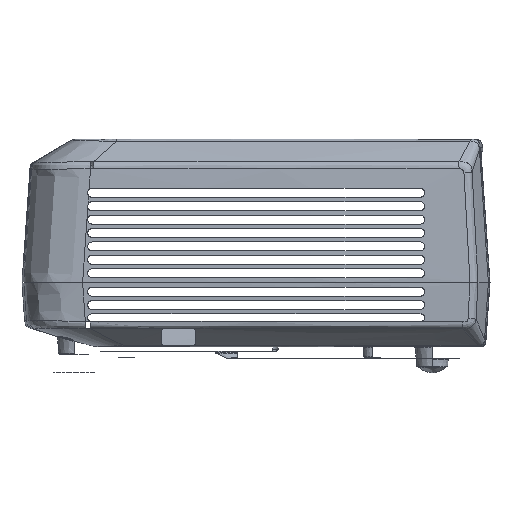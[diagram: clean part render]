
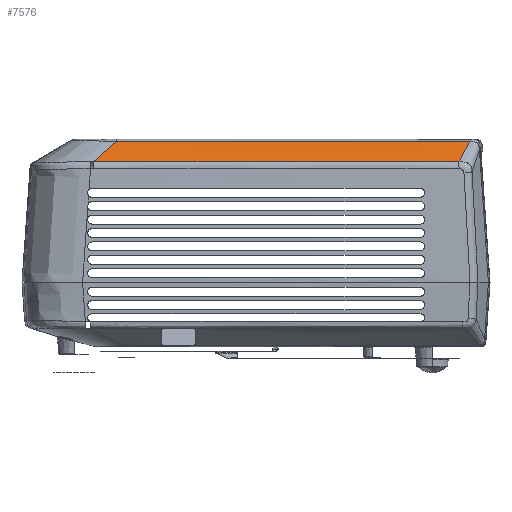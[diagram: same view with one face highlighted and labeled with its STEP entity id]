
A CAD part, left-side view. The second image highlights one B-rep face of the part: STEP entity #7576.
In plain terms, the highlighted free-form (B-spline) face has degree [3, 3] with [7, 8] control points.
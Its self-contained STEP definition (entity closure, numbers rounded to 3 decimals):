
#1163=CARTESIAN_POINT('',(-94.286,88.429,44.563));
#1171=CARTESIAN_POINT('',(-94.328,-148.23,
44.469));
#1192=CARTESIAN_POINT('',(-112.582,-140.909,
30.731));
#2430=CARTESIAN_POINT('',(-94.286,88.429,44.563));
#2431=CARTESIAN_POINT('',(-94.233,9.545,44.674));
#2432=CARTESIAN_POINT('',(-94.252,-69.34,
44.657));
#2433=CARTESIAN_POINT('',(-94.332,-148.23,
44.474));
#2435=CARTESIAN_POINT('',(-94.332,-148.23,
44.474));
#2436=CARTESIAN_POINT('',(-96.158,-147.506,
43.151));
#2437=CARTESIAN_POINT('',(-100.505,-145.776,
39.97));
#2438=CARTESIAN_POINT('',(-106.59,-143.336,
35.387));
#2439=CARTESIAN_POINT('',(-110.831,-141.617,
32.099));
#2440=CARTESIAN_POINT('',(-112.58,-140.907,
30.73));
#2442=CARTESIAN_POINT('',(-112.58,-140.908,
30.733));
#2443=CARTESIAN_POINT('',(-112.704,-134.618,
30.733));
#2444=CARTESIAN_POINT('',(-113.226,-106.133,
30.733));
#2445=CARTESIAN_POINT('',(-113.975,-44.349,
30.733));
#2446=CARTESIAN_POINT('',(-113.975,30.995,30.733));
#2447=CARTESIAN_POINT('',(-113.358,84.134,30.733));
#2448=CARTESIAN_POINT('',(-113.042,103.976,30.733));
#2450=CARTESIAN_POINT('',(-113.04,103.975,30.729));
#2451=CARTESIAN_POINT('',(-106.968,98.77,35.477));
#2452=CARTESIAN_POINT('',(-100.709,93.587,40.09));
#2453=CARTESIAN_POINT('',(-94.286,88.429,44.563));
#2667=VERTEX_POINT('',#1163);
#2668=VERTEX_POINT('',#1171);
#2672=VERTEX_POINT('',#1192);
#2915=VERTEX_POINT('',#2450);
#7512=CARTESIAN_POINT('',(-93.926,-150.735,
44.767));
#7513=CARTESIAN_POINT('',(-94.199,-150.744,
44.569));
#7514=CARTESIAN_POINT('',(-96.152,-150.804,
43.149));
#7515=CARTESIAN_POINT('',(-100.603,-150.944,
39.865));
#7516=CARTESIAN_POINT('',(-106.388,-151.13,
35.457));
#7517=CARTESIAN_POINT('',(-110.621,-151.271,
32.126));
#7518=CARTESIAN_POINT('',(-112.396,-151.331,
30.71));
#7519=CARTESIAN_POINT('',(-112.546,-151.337,
30.59));
#7520=CARTESIAN_POINT('',(-93.943,-141.01,
44.767));
#7521=CARTESIAN_POINT('',(-94.219,-141.018,
44.569));
#7522=CARTESIAN_POINT('',(-96.192,-141.074,
43.149));
#7523=CARTESIAN_POINT('',(-100.689,-141.205,
39.865));
#7524=CARTESIAN_POINT('',(-106.532,-141.38,
35.457));
#7525=CARTESIAN_POINT('',(-110.81,-141.512,
32.126));
#7526=CARTESIAN_POINT('',(-112.603,-141.568,
30.71));
#7527=CARTESIAN_POINT('',(-112.755,-141.572,
30.59));
#7528=CARTESIAN_POINT('',(-93.994,-109.178,
44.767));
#7529=CARTESIAN_POINT('',(-94.278,-109.184,
44.569));
#7530=CARTESIAN_POINT('',(-96.309,-109.228,
43.149));
#7531=CARTESIAN_POINT('',(-100.939,-109.329,
39.865));
#7532=CARTESIAN_POINT('',(-106.959,-109.464,
35.457));
#7533=CARTESIAN_POINT('',(-111.366,-109.565,
32.126));
#7534=CARTESIAN_POINT('',(-113.214,-109.609,
30.71));
#7535=CARTESIAN_POINT('',(-113.371,-109.612,
30.59));
#7536=CARTESIAN_POINT('',(-94.06,-44.187,
44.767));
#7537=CARTESIAN_POINT('',(-94.354,-44.189,
44.569));
#7538=CARTESIAN_POINT('',(-96.461,-44.205,
43.149));
#7539=CARTESIAN_POINT('',(-101.264,-44.243,
39.865));
#7540=CARTESIAN_POINT('',(-107.511,-44.294,
35.457));
#7541=CARTESIAN_POINT('',(-112.087,-44.333,
32.126));
#7542=CARTESIAN_POINT('',(-114.006,-44.349,
30.71));
#7543=CARTESIAN_POINT('',(-114.169,-44.351,
30.59));
#7544=CARTESIAN_POINT('',(-94.06,31.681,44.767));
#7545=CARTESIAN_POINT('',(-94.354,31.683,44.569));
#7546=CARTESIAN_POINT('',(-96.461,31.699,43.149));
#7547=CARTESIAN_POINT('',(-101.264,31.736,39.865));
#7548=CARTESIAN_POINT('',(-107.511,31.785,35.457));
#7549=CARTESIAN_POINT('',(-112.087,31.822,32.126));
#7550=CARTESIAN_POINT('',(-114.006,31.838,30.71));
#7551=CARTESIAN_POINT('',(-114.169,31.839,30.59));
#7552=CARTESIAN_POINT('',(-94.007,85.442,44.767));
#7553=CARTESIAN_POINT('',(-94.292,85.447,44.569));
#7554=CARTESIAN_POINT('',(-96.339,85.486,43.149));
#7555=CARTESIAN_POINT('',(-101.003,85.574,39.865));
#7556=CARTESIAN_POINT('',(-107.067,85.692,35.457));
#7557=CARTESIAN_POINT('',(-111.507,85.782,32.126));
#7558=CARTESIAN_POINT('',(-113.369,85.82,30.71));
#7559=CARTESIAN_POINT('',(-113.527,85.823,30.59));
#7560=CARTESIAN_POINT('',(-93.979,106.043,44.767));
#7561=CARTESIAN_POINT('',(-94.26,106.049,44.569));
#7562=CARTESIAN_POINT('',(-96.274,106.096,43.149));
#7563=CARTESIAN_POINT('',(-100.864,106.204,39.865));
#7564=CARTESIAN_POINT('',(-106.831,106.349,35.457));
#7565=CARTESIAN_POINT('',(-111.2,106.458,32.126));
#7566=CARTESIAN_POINT('',(-113.031,106.504,30.71));
#7567=CARTESIAN_POINT('',(-113.187,106.508,30.59));
#7568=B_SPLINE_SURFACE_WITH_KNOTS('',3,3,((#7512,#7513,#7514,#7515,#7516,#7517,
#7518,#7519),(#7520,#7521,#7522,#7523,#7524,#7525,#7526,#7527),(#7528,#7529,
#7530,#7531,#7532,#7533,#7534,#7535),(#7536,#7537,#7538,#7539,#7540,#7541,#7542,
#7543),(#7544,#7545,#7546,#7547,#7548,#7549,#7550,#7551),(#7552,#7553,#7554,
#7555,#7556,#7557,#7558,#7559),(#7560,#7561,#7562,#7563,#7564,#7565,#7566,
#7567)),.UNSPECIFIED.,.F.,.F.,.F.,(4,1,1,1,4),(4,1,1,1,1,4),(0.013,
0.111,0.333,0.667,0.874),(
0.075,0.111,0.333,0.667,
0.889,0.909),.UNSPECIFIED.);
#7569=ORIENTED_EDGE('',*,*,#4637,.T.);
#7570=ORIENTED_EDGE('',*,*,#5070,.T.);
#7572=ORIENTED_EDGE('',*,*,#7571,.T.);
#7573=ORIENTED_EDGE('',*,*,#7500,.T.);
#7574=EDGE_LOOP('',(#7569,#7570,#7572,#7573));
#7575=FACE_OUTER_BOUND('',#7574,.F.);
#2434=B_SPLINE_CURVE_WITH_KNOTS('',3,(#2430,#2431,#2432,#2433),.UNSPECIFIED.,
.F.,.F.,(4,4),(0.,1.),.UNSPECIFIED.);
#2441=B_SPLINE_CURVE_WITH_KNOTS('',3,(#2435,#2436,#2437,#2438,#2439,#2440),
.UNSPECIFIED.,.F.,.F.,(4,1,1,4),(0.,0.297,0.71,1.),
.UNSPECIFIED.);
#2449=B_SPLINE_CURVE_WITH_KNOTS('',3,(#2442,#2443,#2444,#2445,#2446,#2447,
#2448),.UNSPECIFIED.,.F.,.F.,(4,1,1,1,4),(0.,0.077,
0.349,0.757,1.),.UNSPECIFIED.);
#2454=B_SPLINE_CURVE_WITH_KNOTS('',3,(#2450,#2451,#2452,#2453),.UNSPECIFIED.,
.F.,.F.,(4,4),(0.,1.),.UNSPECIFIED.);
#4637=EDGE_CURVE('',#2667,#2668,#2434,.T.);
#5070=EDGE_CURVE('',#2668,#2672,#2441,.T.);
#7500=EDGE_CURVE('',#2915,#2667,#2454,.T.);
#7571=EDGE_CURVE('',#2672,#2915,#2449,.T.);
#7576=ADVANCED_FACE('',(#7575),#7568,.T.);
